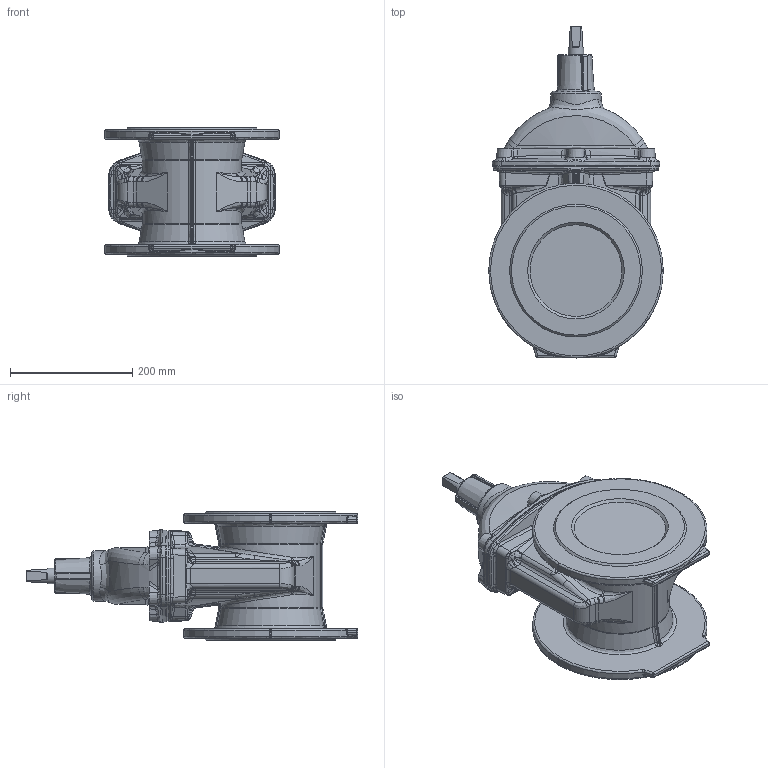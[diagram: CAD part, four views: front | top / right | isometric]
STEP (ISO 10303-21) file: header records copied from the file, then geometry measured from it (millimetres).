
FILE_DESCRIPTION (( 'STEP AP203' ), '1' );
FILE_NAME ('O_06_30_DN150_0146499_STEP.STEP', '2016-05-23T07:30:00', ( 'Windows User' ), ( 'AVK' ), 'SwSTEP 2.0', 'SolidWorks 2012', '' );
FILE_SCHEMA (( 'CONFIG_CONTROL_DESIGN' ));
Length unit declared in the file: millimetre
Products named in the file (1): O_06_30_DN150_0146499_STEP
Bounding box: 284.98 x 542.5 x 210 mm (x, y, z)
Volume: 10811980.2 mm3; surface area: 507045.5 mm2
Topology: 1 solids, 1 shells, 944 faces, 2199 edges, 1240 vertices
Faces by surface type: bspline 576, cylinder 181, plane 128, cone 59
Full cylindrical faces by diameter (mm): 25 x1, 82.4 x1
Entity records: 51074 total; most frequent: CARTESIAN_POINT 33719, ORIENTED_EDGE 4318, DIRECTION 2660, EDGE_CURVE 2159, VERTEX_POINT 1236, AXIS2_PLACEMENT_3D 1125, EDGE_LOOP 963, B_SPLINE_CURVE_WITH_KNOTS 958
